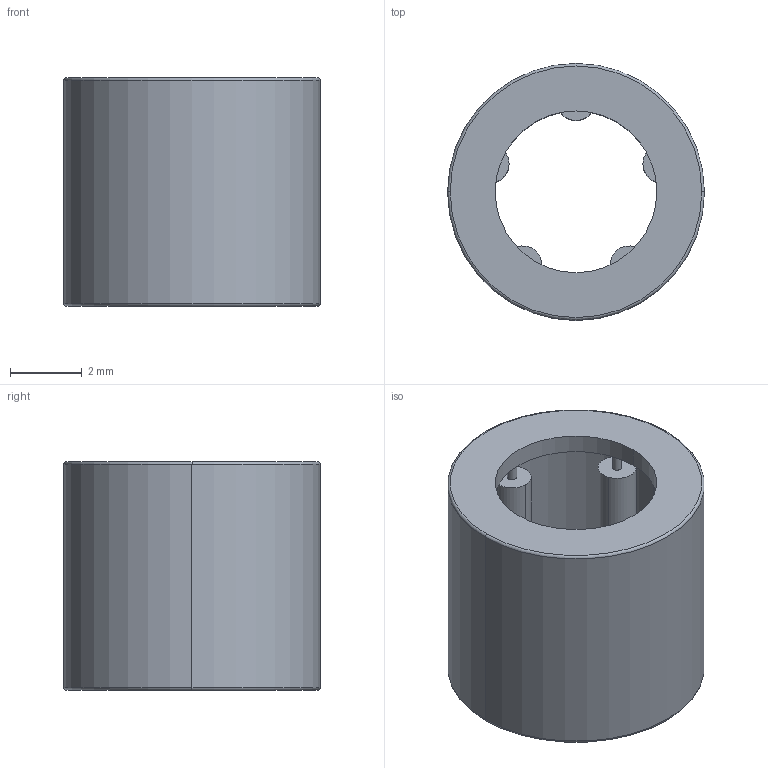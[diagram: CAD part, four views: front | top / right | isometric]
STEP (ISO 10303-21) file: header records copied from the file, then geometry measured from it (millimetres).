
FILE_DESCRIPTION (( 'STEP AP203' ), '1' );
FILE_NAME ('5905K491_Needle-Roller Bearing.STEP', '2023-01-10T21:14:05', ( 'Administrator' ), ( 'Managed by Terraform' ), 'SwSTEP 2.0', 'SolidWorks 2017', '' );
FILE_SCHEMA (( 'CONFIG_CONTROL_DESIGN' ));
Length unit declared in the file: inch
Products named in the file (1): 5905K491_Needle-Roller Bearing
Bounding box: 7.14 x 7.14 x 6.35 mm (x, y, z)
Volume: 102.7 mm3; surface area: 450.8 mm2
Topology: 11 solids, 11 shells, 66 faces, 122 edges, 80 vertices
Faces by surface type: cylinder 38, plane 24, torus 4
Entity records: 1761 total; most frequent: DIRECTION 340, CARTESIAN_POINT 269, ORIENTED_EDGE 244, AXIS2_PLACEMENT_3D 151, EDGE_CURVE 122, CIRCLE 84, EDGE_LOOP 80, VERTEX_POINT 80
